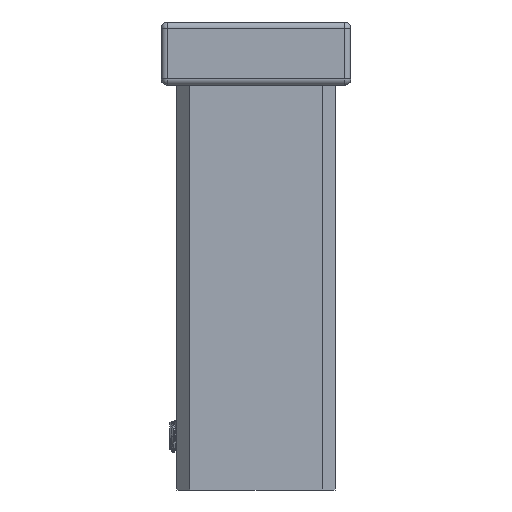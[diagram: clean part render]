
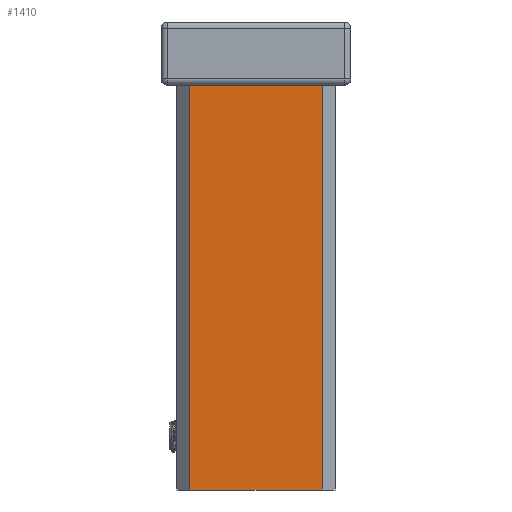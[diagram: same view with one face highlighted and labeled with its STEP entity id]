
A CAD part, front view. The second image highlights one B-rep face of the part: STEP entity #1410.
In plain terms, the highlighted face is planar.
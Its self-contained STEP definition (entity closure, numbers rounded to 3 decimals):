
#937=DIRECTION('',(0.,0.,1.));
#938=VECTOR('',#937,21.);
#939=CARTESIAN_POINT('',(0.,0.,-23.));
#940=LINE('',#939,#938);
#1045=DIRECTION('',(0.,0.,1.));
#1046=VECTOR('',#1045,21.);
#1047=CARTESIAN_POINT('',(0.,64.,-23.));
#1048=LINE('',#1047,#1046);
#1065=DIRECTION('',(0.,-1.,0.));
#1066=VECTOR('',#1065,64.);
#1067=CARTESIAN_POINT('',(0.,64.,-23.));
#1068=LINE('',#1067,#1066);
#1069=DIRECTION('',(0.,-1.,0.));
#1070=VECTOR('',#1069,64.);
#1071=CARTESIAN_POINT('',(0.,64.,-2.));
#1072=LINE('',#1071,#1070);
#1101=CARTESIAN_POINT('',(0.,0.,-23.));
#1103=VERTEX_POINT('',#1101);
#1107=CARTESIAN_POINT('',(0.,64.,-23.));
#1108=VERTEX_POINT('',#1107);
#1118=CARTESIAN_POINT('',(0.,0.,-2.));
#1120=VERTEX_POINT('',#1118);
#1121=CARTESIAN_POINT('',(0.,64.,-2.));
#1122=VERTEX_POINT('',#1121);
#1399=CARTESIAN_POINT('',(0.,0.,-25.));
#1400=DIRECTION('',(-1.,0.,0.));
#1401=DIRECTION('',(0.,0.,1.));
#1402=AXIS2_PLACEMENT_3D('',#1399,#1400,#1401);
#1403=PLANE('',#1402);
#1404=ORIENTED_EDGE('',*,*,#1343,.F.);
#1405=ORIENTED_EDGE('',*,*,#1323,.T.);
#1406=ORIENTED_EDGE('',*,*,#1199,.T.);
#1407=ORIENTED_EDGE('',*,*,#1214,.F.);
#1408=EDGE_LOOP('',(#1404,#1405,#1406,#1407));
#1409=FACE_OUTER_BOUND('',#1408,.F.);
#1410=ADVANCED_FACE('',(#1409),#1403,.T.);
#1199=EDGE_CURVE('',#1122,#1120,#1072,.T.);
#1214=EDGE_CURVE('',#1103,#1120,#940,.T.);
#1323=EDGE_CURVE('',#1108,#1122,#1048,.T.);
#1343=EDGE_CURVE('',#1108,#1103,#1068,.T.);
